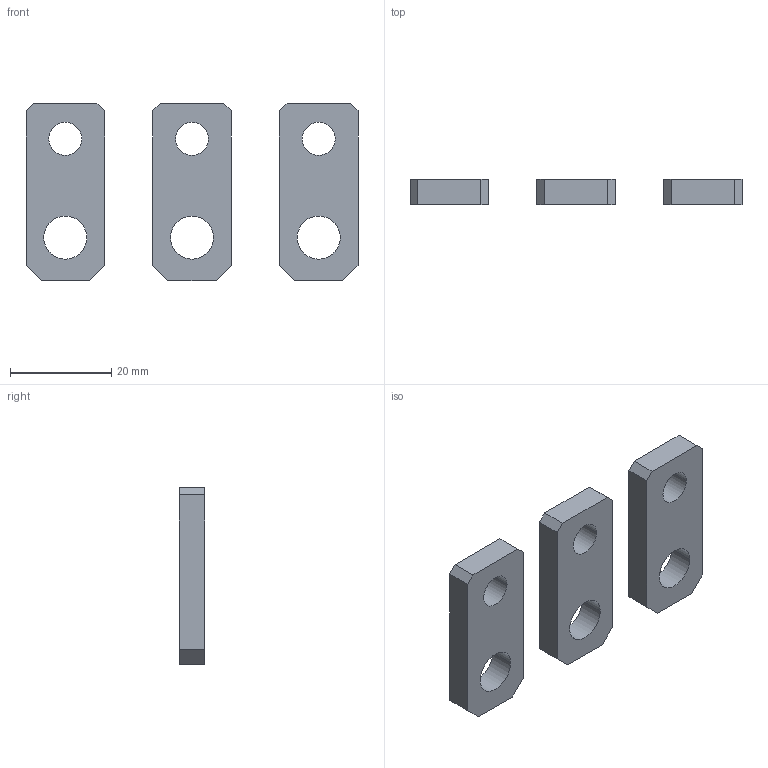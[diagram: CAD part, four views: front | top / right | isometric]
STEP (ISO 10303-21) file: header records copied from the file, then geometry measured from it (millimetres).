
FILE_DESCRIPTION(('CATIA V5 STEP Exchange'),'2;1');
FILE_NAME('1SDH001294R0026_1PA_001_00_A1_3p_EF_inf.stp','2014-12-04T15:40:57+00:00',('none'),('none'),'CATIA Version 5 Release 20 SP 1 (IN-10)','CATIA V5 STEP AP214','none');
FILE_SCHEMA(('AUTOMOTIVE_DESIGN { 1 0 10303 214 1 1 1 1 }'));
Length unit declared in the file: millimetre
Products named in the file (1): 1SDH001294R0026_1PA_001_00_A1_3p_EF_inf
Bounding box: 65.5 x 5 x 35 mm (x, y, z)
Volume: 6619.8 mm3; surface area: 4790.7 mm2
Topology: 3 solids, 3 shells, 42 faces, 108 edges, 72 vertices
Faces by surface type: plane 30, cylinder 12
Entity records: 1244 total; most frequent: ORIENTED_EDGE 216, CARTESIAN_POINT 210, DIRECTION 166, EDGE_CURVE 108, VECTOR 84, LINE 84, VERTEX_POINT 72, AXIS2_PLACEMENT_3D 54
